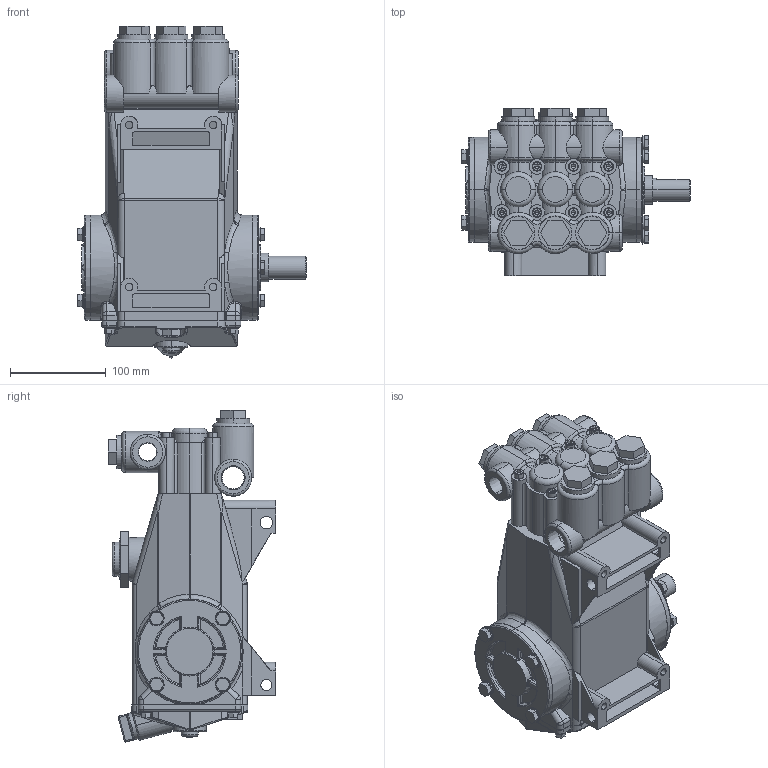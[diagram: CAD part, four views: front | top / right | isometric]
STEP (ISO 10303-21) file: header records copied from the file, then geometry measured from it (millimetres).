
FILE_DESCRIPTION (( 'STEP AP214' ), '1' );
FILE_NAME ('7CP6111CS.STEP', '2018-08-03T20:08:59', ( '' ), ( '' ), 'SwSTEP 2.0', 'SolidWorks 2018', '' );
FILE_SCHEMA (( 'AUTOMOTIVE_DESIGN' ));
Length unit declared in the file: millimetre
Products named in the file (1): 7CP6111CS
Bounding box: 239.52 x 175.01 x 347.34 mm (x, y, z)
Surface area: 302069.6 mm2 (no closed solid volume)
Topology: 0 solids, 15 shells, 1193 faces, 3270 edges, 1989 vertices
Faces by surface type: plane 481, cylinder 436, torus 110, bspline 93, cone 45, sphere 28
Entity records: 56697 total; most frequent: CARTESIAN_POINT 14472, DIRECTION 6128, ORIENTED_EDGE 5944, EDGE_CURVE 3239, AXIS2_PLACEMENT_3D 2306, VERTEX_POINT 1989, VECTOR 1516, LINE 1516
